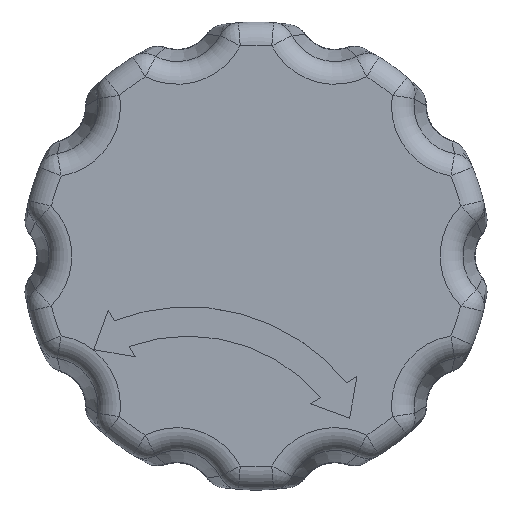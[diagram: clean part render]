
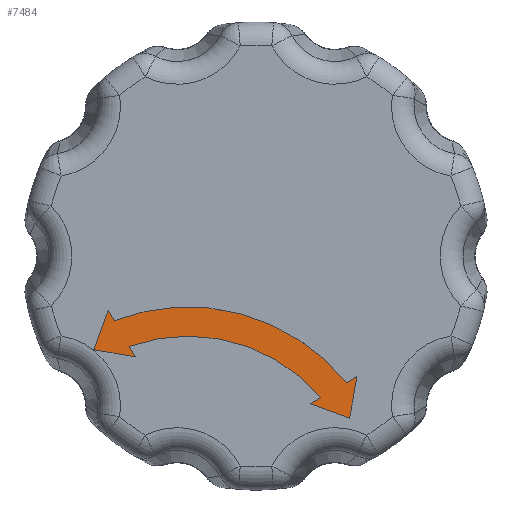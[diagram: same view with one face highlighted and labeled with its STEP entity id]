
A CAD part, top view. The second image highlights one B-rep face of the part: STEP entity #7484.
In plain terms, the highlighted planar face has unit normal (0, 0, 1).
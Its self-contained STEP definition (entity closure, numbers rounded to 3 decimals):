
#328=CIRCLE('',#7952,17.359);
#329=CIRCLE('',#7954,14.859);
#440=PLANE('',#7959);
#811=LINE('',#17091,#1199);
#813=LINE('',#17095,#1201);
#815=LINE('',#17099,#1203);
#817=LINE('',#17103,#1205);
#822=LINE('',#17116,#1210);
#824=LINE('',#17120,#1212);
#826=LINE('',#17124,#1214);
#827=LINE('',#17126,#1215);
#1199=VECTOR('',#9213,10.);
#1201=VECTOR('',#9217,10.);
#1203=VECTOR('',#9221,10.);
#1205=VECTOR('',#9225,10.);
#1210=VECTOR('',#9240,10.);
#1212=VECTOR('',#9244,10.);
#1214=VECTOR('',#9248,10.);
#1215=VECTOR('',#9251,10.);
#1835=FACE_OUTER_BOUND('',#2279,.T.);
#2279=EDGE_LOOP('',(#6593,#6594,#6595,#6596,#6597,#6598,#6599,#6600,#6601,
#6602));
#3441=VERTEX_POINT('',#17088);
#3442=VERTEX_POINT('',#17090);
#3443=VERTEX_POINT('',#17094);
#3444=VERTEX_POINT('',#17098);
#3445=VERTEX_POINT('',#17102);
#3446=VERTEX_POINT('',#17106);
#3447=VERTEX_POINT('',#17110);
#3448=VERTEX_POINT('',#17114);
#3449=VERTEX_POINT('',#17118);
#3450=VERTEX_POINT('',#17122);
#4513=EDGE_CURVE('',#3442,#3441,#811,.T.);
#4515=EDGE_CURVE('',#3443,#3442,#813,.T.);
#4517=EDGE_CURVE('',#3444,#3443,#815,.T.);
#4519=EDGE_CURVE('',#3445,#3444,#817,.T.);
#4521=EDGE_CURVE('',#3445,#3446,#328,.T.);
#4524=EDGE_CURVE('',#3441,#3447,#329,.T.);
#4526=EDGE_CURVE('',#3448,#3447,#822,.T.);
#4528=EDGE_CURVE('',#3449,#3448,#824,.T.);
#4530=EDGE_CURVE('',#3450,#3449,#826,.T.);
#4531=EDGE_CURVE('',#3446,#3450,#827,.T.);
#6593=ORIENTED_EDGE('',*,*,#4531,.F.);
#6594=ORIENTED_EDGE('',*,*,#4521,.F.);
#6595=ORIENTED_EDGE('',*,*,#4519,.T.);
#6596=ORIENTED_EDGE('',*,*,#4517,.T.);
#6597=ORIENTED_EDGE('',*,*,#4515,.T.);
#6598=ORIENTED_EDGE('',*,*,#4513,.T.);
#6599=ORIENTED_EDGE('',*,*,#4524,.T.);
#6600=ORIENTED_EDGE('',*,*,#4526,.F.);
#6601=ORIENTED_EDGE('',*,*,#4528,.F.);
#6602=ORIENTED_EDGE('',*,*,#4530,.F.);
#7484=ADVANCED_FACE('',(#1835),#440,.T.);
#7952=AXIS2_PLACEMENT_3D('',#17107,#9229,#9230);
#7954=AXIS2_PLACEMENT_3D('',#17112,#9235,#9236);
#7959=AXIS2_PLACEMENT_3D('',#17127,#9252,#9253);
#9213=DIRECTION('',(-0.5,0.866,0.));
#9217=DIRECTION('',(0.985,-0.174,0.));
#9221=DIRECTION('',(-0.342,-0.94,0.));
#9225=DIRECTION('',(-0.5,0.866,0.));
#9229=DIRECTION('center_axis',(0.,0.,-1.));
#9230=DIRECTION('ref_axis',(0.78,0.626,0.));
#9235=DIRECTION('center_axis',(0.,0.,-1.));
#9236=DIRECTION('ref_axis',(0.338,-0.941,0.));
#9240=DIRECTION('',(0.866,0.5,0.));
#9244=DIRECTION('',(-0.94,0.342,0.));
#9248=DIRECTION('',(-0.174,-0.985,0.));
#9251=DIRECTION('',(0.866,0.5,0.));
#9252=DIRECTION('center_axis',(0.,0.,1.));
#9253=DIRECTION('ref_axis',(1.,0.,0.));
#17088=CARTESIAN_POINT('',(-10.841,-7.722,20.6));
#17090=CARTESIAN_POINT('',(-10.321,-8.623,20.6));
#17091=CARTESIAN_POINT('',(-10.841,-7.722,20.6));
#17094=CARTESIAN_POINT('',(-13.856,-8.,20.6));
#17095=CARTESIAN_POINT('',(-10.321,-8.623,20.6));
#17098=CARTESIAN_POINT('',(-12.629,-4.627,20.6));
#17099=CARTESIAN_POINT('',(-13.856,-8.,20.6));
#17102=CARTESIAN_POINT('',(-12.108,-5.528,20.6));
#17103=CARTESIAN_POINT('',(-12.629,-4.627,20.6));
#17106=CARTESIAN_POINT('',(7.722,-10.841,20.6));
#17107=CARTESIAN_POINT('Origin',(-5.816,-21.706,20.6));
#17110=CARTESIAN_POINT('',(5.528,-12.108,20.6));
#17112=CARTESIAN_POINT('Origin',(-5.816,-21.706,20.6));
#17114=CARTESIAN_POINT('',(4.627,-12.629,20.6));
#17116=CARTESIAN_POINT('',(5.528,-12.108,20.6));
#17118=CARTESIAN_POINT('',(8.,-13.856,20.6));
#17120=CARTESIAN_POINT('',(4.627,-12.629,20.6));
#17122=CARTESIAN_POINT('',(8.623,-10.321,20.6));
#17124=CARTESIAN_POINT('',(8.,-13.856,20.6));
#17126=CARTESIAN_POINT('',(8.623,-10.321,20.6));
#17127=CARTESIAN_POINT('Origin',(3.327,-9.397,20.6));
